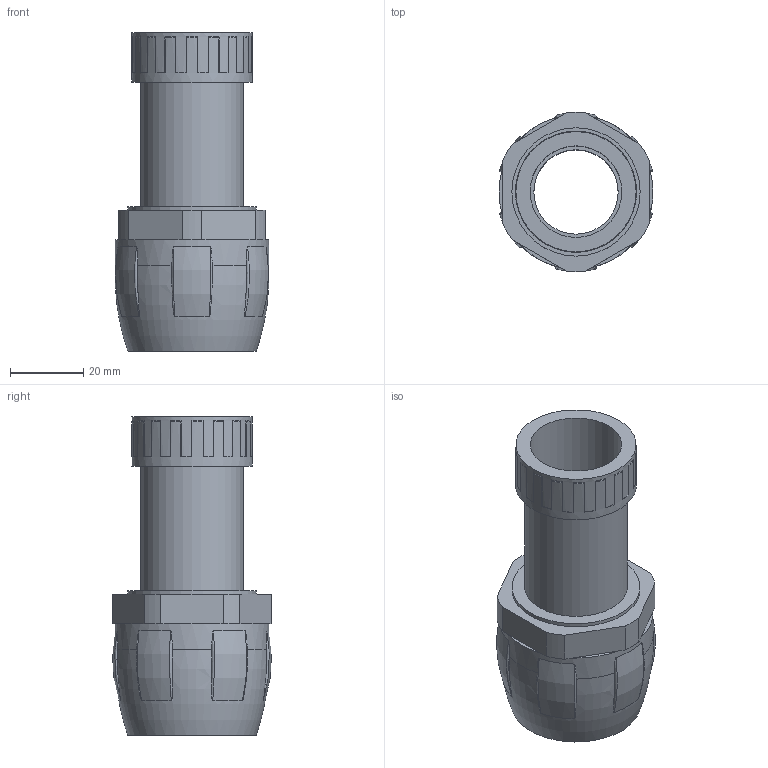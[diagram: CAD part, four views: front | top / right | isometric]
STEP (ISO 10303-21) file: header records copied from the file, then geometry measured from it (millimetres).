
FILE_DESCRIPTION (( 'STEP AP203' ), '1' );
FILE_NAME ('CTA10D-GA25-K41-025 Ìóôòà òðóáà 25 - òðóáà àðìèðîâàííàÿ 25. IP65 GA25 ÈÝÊ.STEP', '2016-06-29T13:25:07', ( '' ), ( '' ), 'SwSTEP 2.0', 'SolidWorks 2014', '' );
FILE_SCHEMA (( 'CONFIG_CONTROL_DESIGN' ));
Length unit declared in the file: millimetre
Products named in the file (1): CTA10D-GA25-K41-025 Ìóôòà òðóáà 25 - òðóáà àðìèðîâàííàÿ 25. IP65 GA25 ÈÝÊ
Bounding box: 41.99 x 43.47 x 87 mm (x, y, z)
Volume: 34872.3 mm3; surface area: 24595.4 mm2
Topology: 1 solids, 1 shells, 140 faces, 383 edges, 251 vertices
Faces by surface type: plane 89, cone 17, cylinder 15, bspline 12, torus 7
Full cylindrical faces by diameter (mm): 23 x1, 25 x2, 28 x1, 31 x1, 32.8 x1, 33 x1, 35 x1, 42 x1
Entity records: 5209 total; most frequent: CARTESIAN_POINT 1723, ORIENTED_EDGE 738, DIRECTION 682, EDGE_CURVE 369, AXIS2_PLACEMENT_3D 266, VERTEX_POINT 247, EDGE_LOOP 158, FACE_OUTER_BOUND 150
